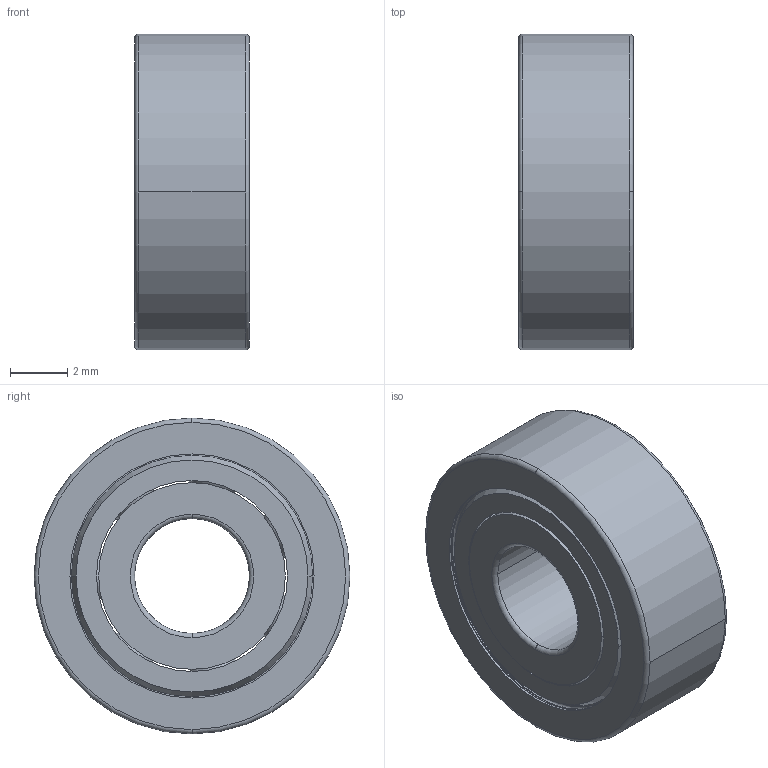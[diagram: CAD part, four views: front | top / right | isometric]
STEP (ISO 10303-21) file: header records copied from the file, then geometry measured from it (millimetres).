
FILE_DESCRIPTION(('STEP AP214'),'1');
FILE_NAME('bearing_694_zz.stp','2021-05-27T23:36:09',('TraceParts'),('TraceParts S.A.'),'Spatial InterOp 3D',' ',' ');
FILE_SCHEMA(('AUTOMOTIVE_DESIGN { 1 0 10303 214 1 1 1 1 }'));
Length unit declared in the file: millimetre
Products named in the file (1): bearing_694_zz_1
Bounding box: 4 x 11 x 11 mm (x, y, z)
Volume: 235.9 mm3; surface area: 750.9 mm2
Topology: 5 solids, 5 shells, 112 faces, 284 edges, 174 vertices
Faces by surface type: torus 46, cylinder 24, plane 16, sphere 14, cone 12
Entity records: 3763 total; most frequent: CARTESIAN_POINT 1023, DIRECTION 654, ORIENTED_EDGE 512, AXIS2_PLACEMENT_3D 309, EDGE_CURVE 256, CIRCLE 192, VERTEX_POINT 174, EDGE_LOOP 142
